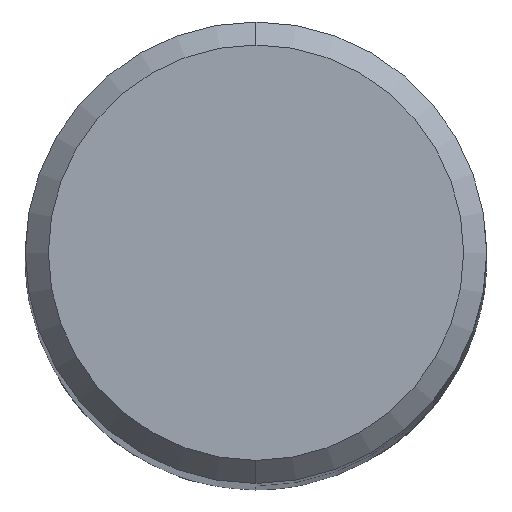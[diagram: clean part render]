
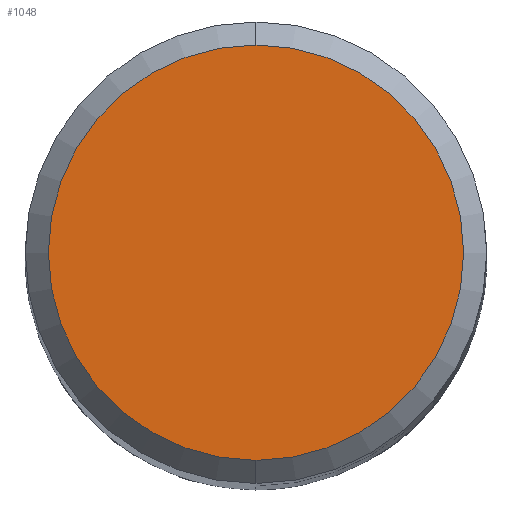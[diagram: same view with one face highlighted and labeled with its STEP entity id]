
A CAD part, top view. The second image highlights one B-rep face of the part: STEP entity #1048.
In plain terms, the highlighted planar face has unit normal (0, 0, 1).
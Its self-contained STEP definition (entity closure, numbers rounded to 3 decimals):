
#546=EDGE_CURVE('',#804,#880,#1395,.T.);
#606=EDGE_CURVE('',#880,#804,#1462,.T.);
#804=VERTEX_POINT('',#1684);
#880=VERTEX_POINT('',#1765);
#1048=ADVANCED_FACE('',(#1948),#1949,.T.);
#1395=CIRCLE('',#2505,7.2);
#1462=CIRCLE('',#2911,7.2);
#1684=CARTESIAN_POINT('',(0.,-7.2,0.0));
#1765=CARTESIAN_POINT('',(0.0,7.2,0.0));
#1948=FACE_OUTER_BOUND('',#5797,.T.);
#1949=PLANE('',#5798);
#2505=AXIS2_PLACEMENT_3D('',#7407,#7408,#7409);
#2911=AXIS2_PLACEMENT_3D('',#7503,#7504,#7505);
#5797=EDGE_LOOP('',(#8082,#8083));
#5798=AXIS2_PLACEMENT_3D('',#8084,#8085,#8086);
#7407=CARTESIAN_POINT('',(0.0,0.0,0.0));
#7408=DIRECTION('',(0.0,0.0,-1.0));
#7409=DIRECTION('',(0.0,1.0,0.0));
#7503=CARTESIAN_POINT('',(0.0,0.0,0.0));
#7504=DIRECTION('',(0.0,0.0,-1.0));
#7505=DIRECTION('',(0.0,1.0,0.0));
#8082=ORIENTED_EDGE('',*,*,#606,.F.);
#8083=ORIENTED_EDGE('',*,*,#546,.F.);
#8084=CARTESIAN_POINT('',(0.0,3.6,0.0));
#8085=DIRECTION('',(-0.0,0.0,1.0));
#8086=DIRECTION('',(0.0,-1.0,0.0));
